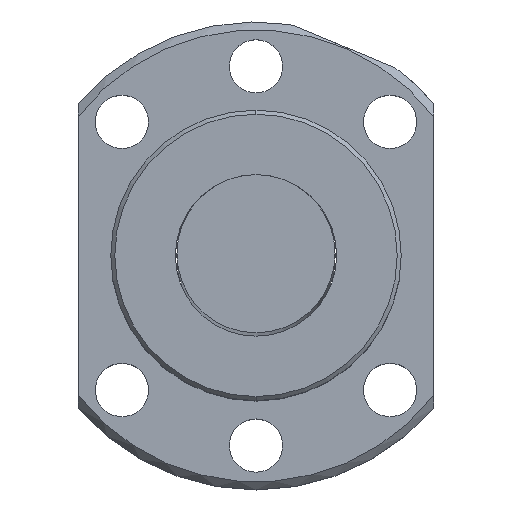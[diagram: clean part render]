
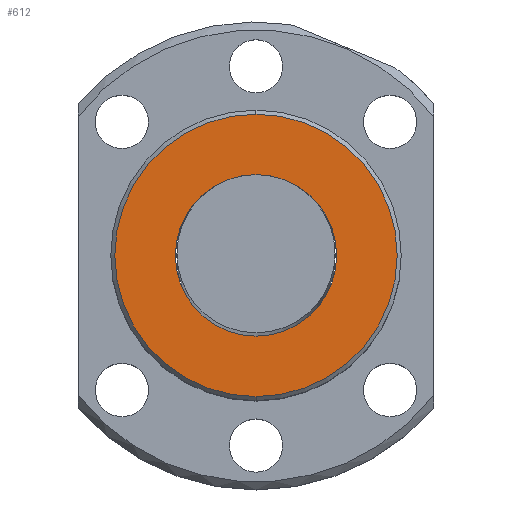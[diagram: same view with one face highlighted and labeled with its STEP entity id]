
A CAD part, top view. The second image highlights one B-rep face of the part: STEP entity #612.
In plain terms, the highlighted face is planar.
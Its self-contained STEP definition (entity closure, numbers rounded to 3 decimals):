
#6 = AXIS2_PLACEMENT_3D ( 'NONE', #1129, #1638, #1462 ) ;
#103 = EDGE_LOOP ( 'NONE', ( #1355, #1774 ) ) ;
#137 = VERTEX_POINT ( 'NONE', #198 ) ;
#155 = CARTESIAN_POINT ( 'NONE',  ( -17.71, -17.71, -54. ) ) ;
#198 = CARTESIAN_POINT ( 'NONE',  ( 0., 17.5, -54. ) ) ;
#213 = EDGE_CURVE ( 'NONE', #291, #1471, #1535, .T. ) ;
#237 = CIRCLE ( 'NONE', #1400, 10. ) ;
#291 = VERTEX_POINT ( 'NONE', #1719 ) ;
#300 = DIRECTION ( 'NONE',  ( 0., -1., 0. ) ) ;
#314 = AXIS2_PLACEMENT_3D ( 'NONE', #1281, #493, #300 ) ;
#360 = PLANE ( 'NONE',  #1860 ) ;
#493 = DIRECTION ( 'NONE',  ( 0., 0., 1. ) ) ;
#612 = ADVANCED_FACE ( 'NONE', ( #1292, #900 ), #360, .F. ) ;
#687 = CARTESIAN_POINT ( 'NONE',  ( 0., 0., -54. ) ) ;
#725 = DIRECTION ( 'NONE',  ( 0., 0., -1. ) ) ;
#741 = DIRECTION ( 'NONE',  ( 0., -1., 0. ) ) ;
#753 = EDGE_LOOP ( 'NONE', ( #1763, #1532 ) ) ;
#837 = CIRCLE ( 'NONE', #314, 17.5 ) ;
#900 = FACE_OUTER_BOUND ( 'NONE', #103, .T. ) ;
#925 = DIRECTION ( 'NONE',  ( 0., -1., 0. ) ) ;
#943 = DIRECTION ( 'NONE',  ( 0., 0., -1. ) ) ;
#1051 = EDGE_CURVE ( 'NONE', #1471, #291, #237, .T. ) ;
#1129 = CARTESIAN_POINT ( 'NONE',  ( 0., 0., -54. ) ) ;
#1146 = CARTESIAN_POINT ( 'NONE',  ( 0., 0., -54. ) ) ;
#1231 = AXIS2_PLACEMENT_3D ( 'NONE', #687, #725, #925 ) ;
#1240 = CARTESIAN_POINT ( 'NONE',  ( 0., -17.5, -54. ) ) ;
#1281 = CARTESIAN_POINT ( 'NONE',  ( 0., 0., -54. ) ) ;
#1292 = FACE_BOUND ( 'NONE', #753, .T. ) ;
#1355 = ORIENTED_EDGE ( 'NONE', *, *, #1781, .F. ) ;
#1400 = AXIS2_PLACEMENT_3D ( 'NONE', #1146, #943, #741 ) ;
#1422 = CIRCLE ( 'NONE', #6, 17.5 ) ;
#1436 = CARTESIAN_POINT ( 'NONE',  ( 0., 10., -54. ) ) ;
#1462 = DIRECTION ( 'NONE',  ( 0., -1., 0. ) ) ;
#1471 = VERTEX_POINT ( 'NONE', #1436 ) ;
#1483 = VERTEX_POINT ( 'NONE', #1240 ) ;
#1532 = ORIENTED_EDGE ( 'NONE', *, *, #1051, .F. ) ;
#1535 = CIRCLE ( 'NONE', #1231, 10. ) ;
#1638 = DIRECTION ( 'NONE',  ( 0., 0., 1. ) ) ;
#1651 = DIRECTION ( 'NONE',  ( 1., 0., 0. ) ) ;
#1719 = CARTESIAN_POINT ( 'NONE',  ( 0., -10., -54. ) ) ;
#1763 = ORIENTED_EDGE ( 'NONE', *, *, #213, .F. ) ;
#1774 = ORIENTED_EDGE ( 'NONE', *, *, #1789, .F. ) ;
#1781 = EDGE_CURVE ( 'NONE', #1483, #137, #1422, .T. ) ;
#1789 = EDGE_CURVE ( 'NONE', #137, #1483, #837, .T. ) ;
#1835 = DIRECTION ( 'NONE',  ( 0., 0., 1. ) ) ;
#1860 = AXIS2_PLACEMENT_3D ( 'NONE', #155, #1835, #1651 ) ;
